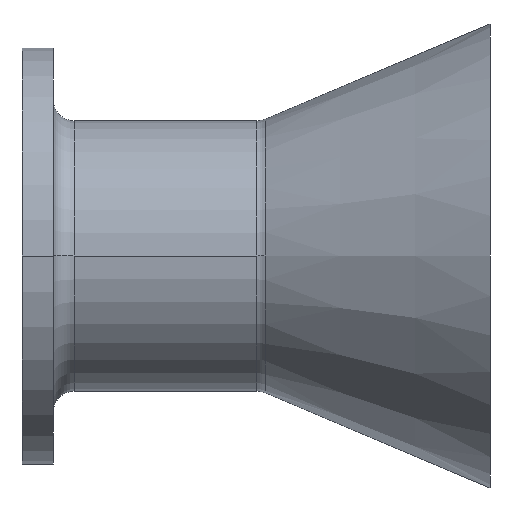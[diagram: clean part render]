
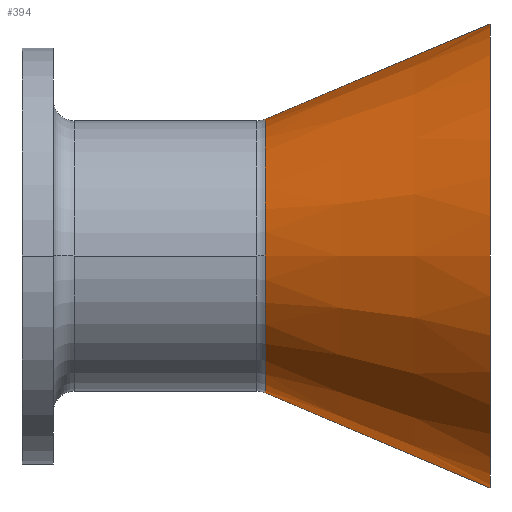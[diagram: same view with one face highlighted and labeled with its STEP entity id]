
A CAD part, left-side view. The second image highlights one B-rep face of the part: STEP entity #394.
In plain terms, the highlighted conical face has half-angle 22.915 degrees and reference radius 8.864 mm.
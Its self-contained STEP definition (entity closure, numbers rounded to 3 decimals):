
#83=DIRECTION('',(0.,-0.921,-0.389));
#84=VECTOR('',#83,11.74);
#85=CARTESIAN_POINT('',(0.,-11.687,
-6.579));
#86=LINE('',#85,#84);
#87=CARTESIAN_POINT('',(0.,-11.687,0.));
#88=DIRECTION('',(0.,-1.,0.));
#89=DIRECTION('',(0.,0.,1.));
#90=AXIS2_PLACEMENT_3D('',#87,#88,#89);
#92=DIRECTION('',(0.,-0.921,0.389));
#93=VECTOR('',#92,11.74);
#94=CARTESIAN_POINT('',(0.,-11.687,
6.579));
#95=LINE('',#94,#93);
#96=CARTESIAN_POINT('',(0.,-11.687,0.));
#97=DIRECTION('',(0.,-1.,0.));
#98=DIRECTION('',(-1.,0.,0.));
#99=AXIS2_PLACEMENT_3D('',#96,#97,#98);
#130=CARTESIAN_POINT('',(0.,-22.5,0.));
#131=DIRECTION('',(0.,-1.,0.));
#132=DIRECTION('',(0.,0.,1.));
#133=AXIS2_PLACEMENT_3D('',#130,#131,#132);
#209=CARTESIAN_POINT('',(0.,-22.5,-11.15));
#210=CARTESIAN_POINT('',(0.,-22.5,11.15));
#211=VERTEX_POINT('',#209);
#212=VERTEX_POINT('',#210);
#235=CARTESIAN_POINT('',(0.,-11.687,6.579));
#236=CARTESIAN_POINT('',(-6.579,-11.687,0.));
#237=VERTEX_POINT('',#235);
#238=VERTEX_POINT('',#236);
#239=CARTESIAN_POINT('',(0.,-11.687,-6.579));
#240=VERTEX_POINT('',#239);
#380=CARTESIAN_POINT('',(0.,-17.093,0.));
#381=DIRECTION('',(0.,-1.,0.));
#382=DIRECTION('',(0.,0.,1.));
#383=AXIS2_PLACEMENT_3D('',#380,#381,#382);
#384=CONICAL_SURFACE('',#383,8.864,22.915);
#386=ORIENTED_EDGE('',*,*,#385,.F.);
#387=ORIENTED_EDGE('',*,*,#375,.T.);
#389=ORIENTED_EDGE('',*,*,#388,.T.);
#390=ORIENTED_EDGE('',*,*,#371,.F.);
#391=ORIENTED_EDGE('',*,*,#360,.F.);
#392=EDGE_LOOP('',(#386,#387,#389,#390,#391));
#393=FACE_OUTER_BOUND('',#392,.F.);
#91=CIRCLE('',#90,6.579);
#100=CIRCLE('',#99,6.579);
#134=CIRCLE('',#133,11.15);
#360=EDGE_CURVE('',#238,#240,#100,.T.);
#371=EDGE_CURVE('',#240,#211,#86,.T.);
#375=EDGE_CURVE('',#237,#212,#95,.T.);
#385=EDGE_CURVE('',#237,#238,#91,.T.);
#388=EDGE_CURVE('',#212,#211,#134,.T.);
#394=ADVANCED_FACE('',(#393),#384,.T.);
